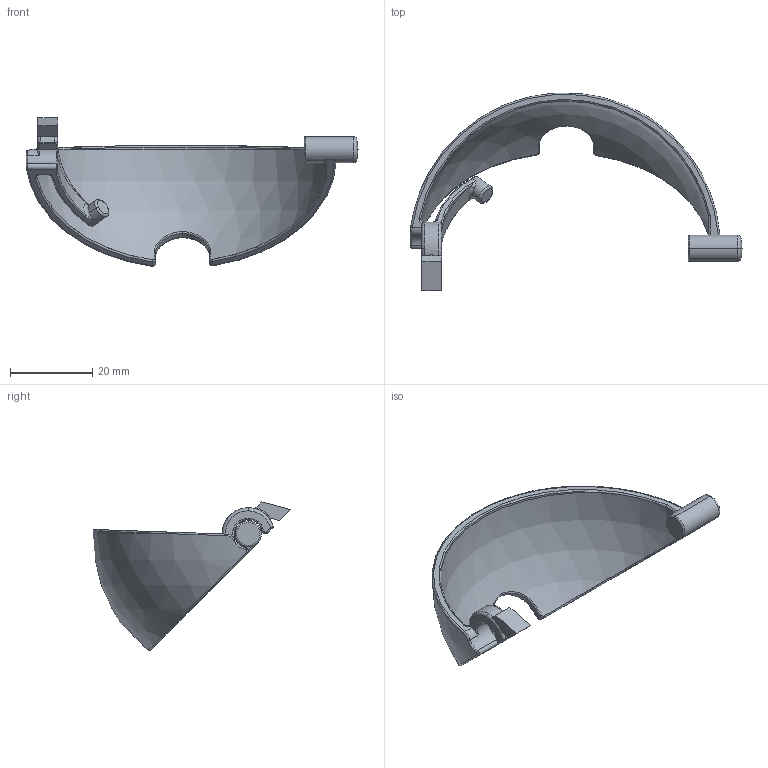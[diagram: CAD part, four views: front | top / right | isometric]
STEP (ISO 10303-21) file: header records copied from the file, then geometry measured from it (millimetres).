
FILE_DESCRIPTION (( 'STEP AP203' ), '1' );
FILE_NAME ('INDOOR.STEP', '2022-01-24T23:09:39', ( '' ), ( '' ), 'SwSTEP 2.0', 'SolidWorks 2018', '' );
FILE_SCHEMA (( 'CONFIG_CONTROL_DESIGN' ));
Length unit declared in the file: millimetre
Products named in the file (1): INDOOR
Bounding box: 80.7 x 48.1 x 36.1 mm (x, y, z)
Volume: 6030 mm3; surface area: 6354.6 mm2
Topology: 1 solids, 1 shells, 119 faces, 299 edges, 182 vertices
Faces by surface type: torus 35, cylinder 28, bspline 28, plane 22, sphere 6
Entity records: 4900 total; most frequent: CARTESIAN_POINT 2141, ORIENTED_EDGE 596, DIRECTION 550, EDGE_CURVE 298, AXIS2_PLACEMENT_3D 242, VERTEX_POINT 182, CIRCLE 150, EDGE_LOOP 120
